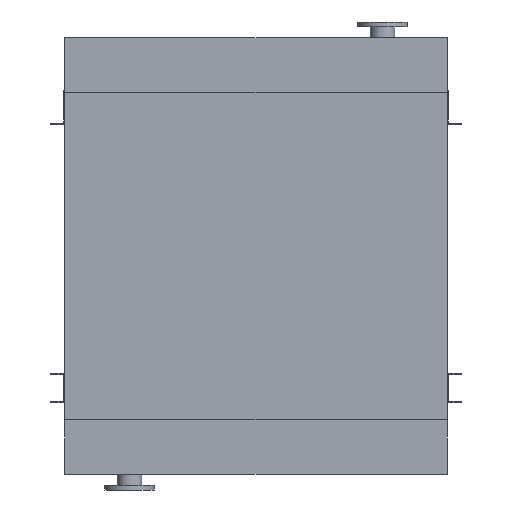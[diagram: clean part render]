
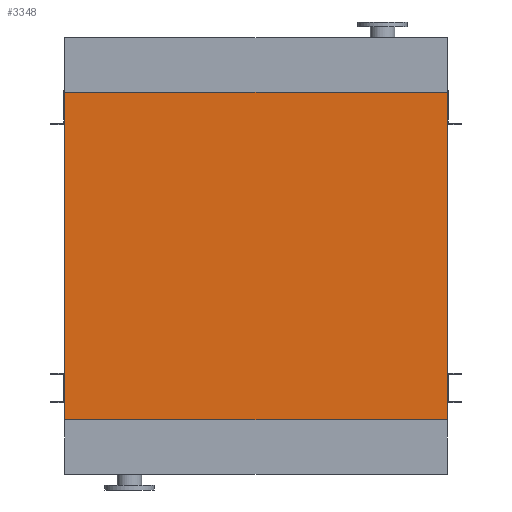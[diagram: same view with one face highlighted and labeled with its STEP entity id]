
A CAD part, front view. The second image highlights one B-rep face of the part: STEP entity #3348.
In plain terms, the highlighted planar face has unit normal (0, -1, 0).
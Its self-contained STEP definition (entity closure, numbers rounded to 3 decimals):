
#209 = VECTOR ( 'NONE', #11174, 1000. ) ;
#375 = ORIENTED_EDGE ( 'NONE', *, *, #1894, .T. ) ;
#841 = LINE ( 'NONE', #7964, #7793 ) ;
#1037 = DIRECTION ( 'NONE',  ( 1., 0., 0. ) ) ;
#1894 = EDGE_CURVE ( 'NONE', #4096, #7316, #6534, .T. ) ;
#2317 = CARTESIAN_POINT ( 'NONE',  ( -845., 0., -1450. ) ) ;
#2344 = CARTESIAN_POINT ( 'NONE',  ( 845., 0., 0. ) ) ;
#2896 = VECTOR ( 'NONE', #8274, 1000. ) ;
#2898 = VECTOR ( 'NONE', #7338, 1000. ) ;
#3348 = ADVANCED_FACE ( 'NONE', ( #8929 ), #13008, .T. ) ;
#3365 = VERTEX_POINT ( 'NONE', #11274 ) ;
#3378 = DIRECTION ( 'NONE',  ( 0., -1., 0. ) ) ;
#4071 = LINE ( 'NONE', #5197, #2896 ) ;
#4096 = VERTEX_POINT ( 'NONE', #11650 ) ;
#4154 = EDGE_LOOP ( 'NONE', ( #8082, #12695, #4558, #375 ) ) ;
#4558 = ORIENTED_EDGE ( 'NONE', *, *, #5799, .T. ) ;
#4824 = LINE ( 'NONE', #8898, #209 ) ;
#5197 = CARTESIAN_POINT ( 'NONE',  ( -845., 0., -1450. ) ) ;
#5209 = EDGE_CURVE ( 'NONE', #3365, #7877, #4824, .T. ) ;
#5475 = CARTESIAN_POINT ( 'NONE',  ( 845., 0., -1450. ) ) ;
#5799 = EDGE_CURVE ( 'NONE', #3365, #4096, #4071, .T. ) ;
#6438 = DIRECTION ( 'NONE',  ( 0., 0., -1. ) ) ;
#6447 = CARTESIAN_POINT ( 'NONE',  ( -845., 0., 0. ) ) ;
#6534 = LINE ( 'NONE', #5475, #2898 ) ;
#7316 = VERTEX_POINT ( 'NONE', #2344 ) ;
#7338 = DIRECTION ( 'NONE',  ( 0., 0., 1. ) ) ;
#7793 = VECTOR ( 'NONE', #1037, 1000. ) ;
#7877 = VERTEX_POINT ( 'NONE', #6447 ) ;
#7964 = CARTESIAN_POINT ( 'NONE',  ( -845., 0., 0. ) ) ;
#8082 = ORIENTED_EDGE ( 'NONE', *, *, #10033, .F. ) ;
#8274 = DIRECTION ( 'NONE',  ( 1., 0., 0. ) ) ;
#8432 = AXIS2_PLACEMENT_3D ( 'NONE', #2317, #3378, #6438 ) ;
#8898 = CARTESIAN_POINT ( 'NONE',  ( -845., 0., -1450. ) ) ;
#8929 = FACE_OUTER_BOUND ( 'NONE', #4154, .T. ) ;
#10033 = EDGE_CURVE ( 'NONE', #7877, #7316, #841, .T. ) ;
#11174 = DIRECTION ( 'NONE',  ( 0., 0., 1. ) ) ;
#11274 = CARTESIAN_POINT ( 'NONE',  ( -845., 0., -1450. ) ) ;
#11650 = CARTESIAN_POINT ( 'NONE',  ( 845., 0., -1450. ) ) ;
#12695 = ORIENTED_EDGE ( 'NONE', *, *, #5209, .F. ) ;
#13008 = PLANE ( 'NONE',  #8432 ) ;
